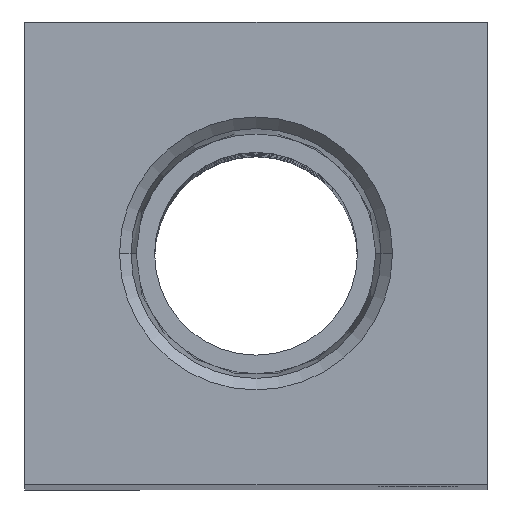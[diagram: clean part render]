
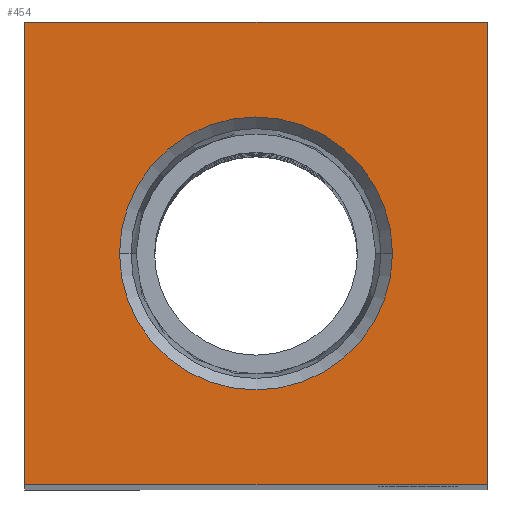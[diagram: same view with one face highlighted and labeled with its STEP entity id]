
A CAD part, top view. The second image highlights one B-rep face of the part: STEP entity #454.
In plain terms, the highlighted planar face has unit normal (0, 0, 1).
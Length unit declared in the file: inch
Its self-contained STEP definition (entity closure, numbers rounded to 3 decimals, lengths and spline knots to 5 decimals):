
#116 = VECTOR ( 'NONE', #398, 39.37008 ) ;
#121 = VERTEX_POINT ( 'NONE', #1571 ) ;
#174 = LINE ( 'NONE', #976, #1563 ) ;
#273 = VERTEX_POINT ( 'NONE', #773 ) ;
#301 = LINE ( 'NONE', #1989, #1325 ) ;
#366 = ORIENTED_EDGE ( 'NONE', *, *, #534, .T. ) ;
#398 = DIRECTION ( 'NONE',  ( 0., 1., 0. ) ) ;
#407 = CARTESIAN_POINT ( 'NONE',  ( 0.29487, 0., 3.125 ) ) ;
#426 = PLANE ( 'NONE',  #768 ) ;
#454 = ADVANCED_FACE ( 'NONE', ( #688, #1170 ), #426, .T. ) ;
#476 = DIRECTION ( 'NONE',  ( 0., -1., 0. ) ) ;
#478 = DIRECTION ( 'NONE',  ( -1., 0., 0. ) ) ;
#534 = EDGE_CURVE ( 'NONE', #121, #1001, #301, .T. ) ;
#549 = DIRECTION ( 'NONE',  ( 1., 0., 0. ) ) ;
#601 = LINE ( 'NONE', #859, #1945 ) ;
#609 = AXIS2_PLACEMENT_3D ( 'NONE', #963, #2149, #1143 ) ;
#641 = CARTESIAN_POINT ( 'NONE',  ( 0., 0., 3.125 ) ) ;
#688 = FACE_BOUND ( 'NONE', #1994, .T. ) ;
#762 = ORIENTED_EDGE ( 'NONE', *, *, #1310, .T. ) ;
#768 = AXIS2_PLACEMENT_3D ( 'NONE', #641, #2080, #2098 ) ;
#773 = CARTESIAN_POINT ( 'NONE',  ( 0.5, -0.5, 3.125 ) ) ;
#784 = EDGE_CURVE ( 'NONE', #1001, #1036, #601, .T. ) ;
#789 = VERTEX_POINT ( 'NONE', #407 ) ;
#795 = ORIENTED_EDGE ( 'NONE', *, *, #2011, .T. ) ;
#859 = CARTESIAN_POINT ( 'NONE',  ( -0.5, -0.5, 3.125 ) ) ;
#907 = LINE ( 'NONE', #1470, #116 ) ;
#963 = CARTESIAN_POINT ( 'NONE',  ( 0., 0., 3.125 ) ) ;
#976 = CARTESIAN_POINT ( 'NONE',  ( 0.5, -0.5, 3.125 ) ) ;
#1001 = VERTEX_POINT ( 'NONE', #1234 ) ;
#1014 = VERTEX_POINT ( 'NONE', #1211 ) ;
#1036 = VERTEX_POINT ( 'NONE', #1201 ) ;
#1053 = ORIENTED_EDGE ( 'NONE', *, *, #1284, .F. ) ;
#1134 = CIRCLE ( 'NONE', #1352, 0.29487 ) ;
#1143 = DIRECTION ( 'NONE',  ( 1., 0., 0. ) ) ;
#1170 = FACE_OUTER_BOUND ( 'NONE', #1224, .T. ) ;
#1176 = DIRECTION ( 'NONE',  ( 1., 0., 0. ) ) ;
#1201 = CARTESIAN_POINT ( 'NONE',  ( -0.5, -0.5, 3.125 ) ) ;
#1211 = CARTESIAN_POINT ( 'NONE',  ( -0.29487, 0., 3.125 ) ) ;
#1224 = EDGE_LOOP ( 'NONE', ( #2105, #762, #795, #366 ) ) ;
#1234 = CARTESIAN_POINT ( 'NONE',  ( -0.5, 0.5, 3.125 ) ) ;
#1284 = EDGE_CURVE ( 'NONE', #1014, #789, #1134, .T. ) ;
#1310 = EDGE_CURVE ( 'NONE', #1036, #273, #174, .T. ) ;
#1322 = CARTESIAN_POINT ( 'NONE',  ( 0., 0., 3.125 ) ) ;
#1325 = VECTOR ( 'NONE', #478, 39.37008 ) ;
#1352 = AXIS2_PLACEMENT_3D ( 'NONE', #1322, #1468, #1176 ) ;
#1468 = DIRECTION ( 'NONE',  ( 0., 0., 1. ) ) ;
#1470 = CARTESIAN_POINT ( 'NONE',  ( 0.5, -0.5, 3.125 ) ) ;
#1563 = VECTOR ( 'NONE', #549, 39.37008 ) ;
#1571 = CARTESIAN_POINT ( 'NONE',  ( 0.5, 0.5, 3.125 ) ) ;
#1643 = ORIENTED_EDGE ( 'NONE', *, *, #2060, .F. ) ;
#1945 = VECTOR ( 'NONE', #476, 39.37008 ) ;
#1989 = CARTESIAN_POINT ( 'NONE',  ( 0.5, 0.5, 3.125 ) ) ;
#1994 = EDGE_LOOP ( 'NONE', ( #1643, #1053 ) ) ;
#2011 = EDGE_CURVE ( 'NONE', #273, #121, #907, .T. ) ;
#2060 = EDGE_CURVE ( 'NONE', #789, #1014, #2110, .T. ) ;
#2080 = DIRECTION ( 'NONE',  ( 0., 0., 1. ) ) ;
#2098 = DIRECTION ( 'NONE',  ( 1., 0., 0. ) ) ;
#2105 = ORIENTED_EDGE ( 'NONE', *, *, #784, .T. ) ;
#2110 = CIRCLE ( 'NONE', #609, 0.29487 ) ;
#2149 = DIRECTION ( 'NONE',  ( 0., 0., 1. ) ) ;
